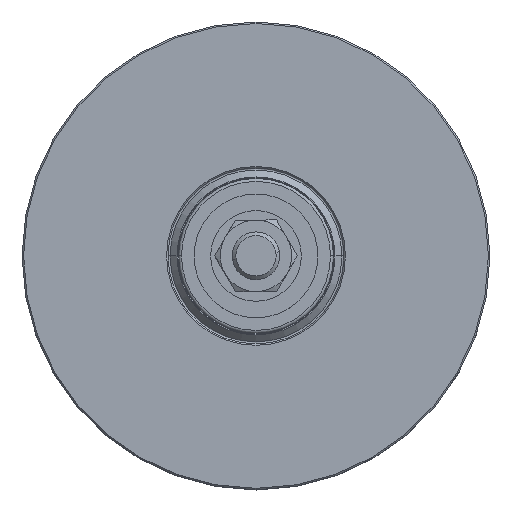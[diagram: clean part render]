
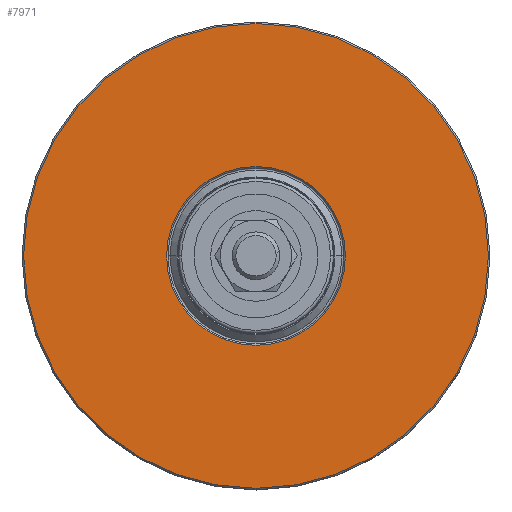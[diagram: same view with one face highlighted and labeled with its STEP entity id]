
A CAD part, top view. The second image highlights one B-rep face of the part: STEP entity #7971.
In plain terms, the highlighted planar face has unit normal (0, 0, 1).
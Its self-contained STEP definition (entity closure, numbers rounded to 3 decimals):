
#580 = CARTESIAN_POINT ( 'NONE',  ( -78., 0., 16.5 ) ) ;
#730 = DIRECTION ( 'NONE',  ( 0., 0., -1. ) ) ;
#1311 = CIRCLE ( 'NONE', #2751, 78. ) ;
#1714 = CARTESIAN_POINT ( 'NONE',  ( 0., 78., 16.5 ) ) ;
#1742 = EDGE_CURVE ( 'NONE', #9636, #8521, #6241, .T. ) ;
#1808 = AXIS2_PLACEMENT_3D ( 'NONE', #2072, #8840, #3801 ) ;
#1858 = EDGE_LOOP ( 'NONE', ( #5772, #6102 ) ) ;
#2072 = CARTESIAN_POINT ( 'NONE',  ( 0., 0., 16.5 ) ) ;
#2554 = AXIS2_PLACEMENT_3D ( 'NONE', #1714, #2718, #7039 ) ;
#2718 = DIRECTION ( 'NONE',  ( 0., 0., 1. ) ) ;
#2751 = AXIS2_PLACEMENT_3D ( 'NONE', #7883, #3691, #2783 ) ;
#2783 = DIRECTION ( 'NONE',  ( -1., 0., 0. ) ) ;
#2820 = VERTEX_POINT ( 'NONE', #10587 ) ;
#2844 = EDGE_CURVE ( 'NONE', #3975, #2820, #4003, .T. ) ;
#3307 = DIRECTION ( 'NONE',  ( -1., 0., 0. ) ) ;
#3691 = DIRECTION ( 'NONE',  ( 0., 0., -1. ) ) ;
#3801 = DIRECTION ( 'NONE',  ( -1., 0., 0. ) ) ;
#3921 = EDGE_CURVE ( 'NONE', #2820, #3975, #8843, .T. ) ;
#3975 = VERTEX_POINT ( 'NONE', #9884 ) ;
#4003 = CIRCLE ( 'NONE', #8938, 30. ) ;
#5166 = FACE_OUTER_BOUND ( 'NONE', #9360, .T. ) ;
#5713 = DIRECTION ( 'NONE',  ( 0., 0., -1. ) ) ;
#5772 = ORIENTED_EDGE ( 'NONE', *, *, #3921, .T. ) ;
#6102 = ORIENTED_EDGE ( 'NONE', *, *, #2844, .T. ) ;
#6241 = CIRCLE ( 'NONE', #1808, 78. ) ;
#7039 = DIRECTION ( 'NONE',  ( 1., 0., 0. ) ) ;
#7140 = DIRECTION ( 'NONE',  ( -1., 0., 0. ) ) ;
#7865 = PLANE ( 'NONE',  #2554 ) ;
#7883 = CARTESIAN_POINT ( 'NONE',  ( 0., 0., 16.5 ) ) ;
#7971 = ADVANCED_FACE ( 'NONE', ( #9397, #5166 ), #7865, .T. ) ;
#8494 = AXIS2_PLACEMENT_3D ( 'NONE', #10848, #730, #3307 ) ;
#8521 = VERTEX_POINT ( 'NONE', #9694 ) ;
#8669 = EDGE_CURVE ( 'NONE', #8521, #9636, #1311, .T. ) ;
#8677 = ORIENTED_EDGE ( 'NONE', *, *, #1742, .F. ) ;
#8840 = DIRECTION ( 'NONE',  ( 0., 0., -1. ) ) ;
#8843 = CIRCLE ( 'NONE', #8494, 30. ) ;
#8938 = AXIS2_PLACEMENT_3D ( 'NONE', #8980, #5713, #7140 ) ;
#8980 = CARTESIAN_POINT ( 'NONE',  ( 0., 0., 16.5 ) ) ;
#9360 = EDGE_LOOP ( 'NONE', ( #8677, #10355 ) ) ;
#9397 = FACE_BOUND ( 'NONE', #1858, .T. ) ;
#9636 = VERTEX_POINT ( 'NONE', #580 ) ;
#9694 = CARTESIAN_POINT ( 'NONE',  ( 78., 0., 16.5 ) ) ;
#9884 = CARTESIAN_POINT ( 'NONE',  ( -30., 0., 16.5 ) ) ;
#10355 = ORIENTED_EDGE ( 'NONE', *, *, #8669, .F. ) ;
#10587 = CARTESIAN_POINT ( 'NONE',  ( 30., 0., 16.5 ) ) ;
#10848 = CARTESIAN_POINT ( 'NONE',  ( 0., 0., 16.5 ) ) ;
